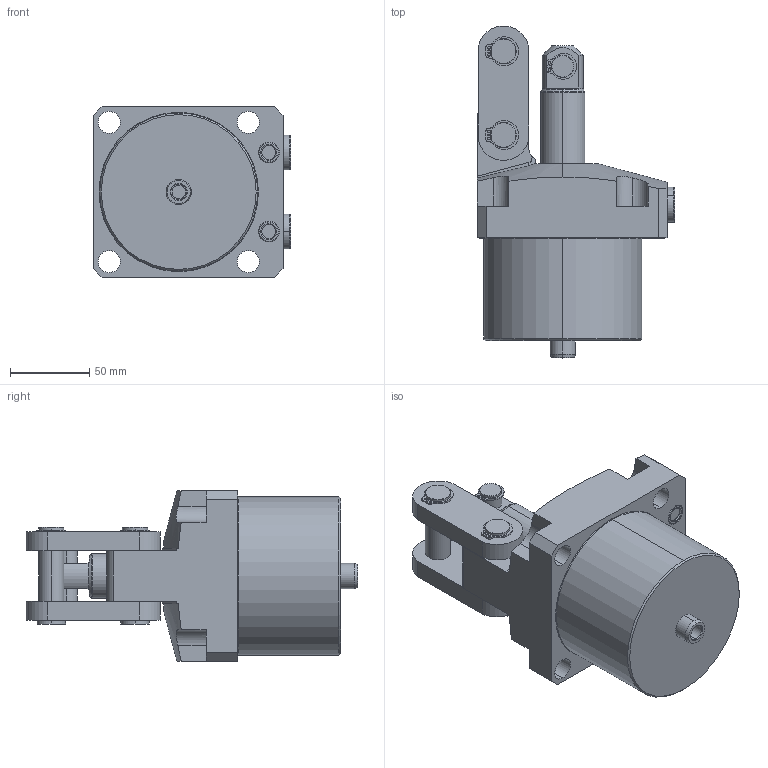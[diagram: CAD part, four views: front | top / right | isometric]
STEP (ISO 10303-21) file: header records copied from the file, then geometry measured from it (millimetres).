
FILE_DESCRIPTION (( 'STEP AP203' ), '1' );
FILE_NAME ('CLU25-FE.step', '2014-10-03T01:52:20', ( 'pascal' ), ( 'Hewlett-Packard Company' ), 'SwSTEP 2.0', 'SolidWorks 2012', '' );
FILE_SCHEMA (( 'CONFIG_CONTROL_DESIGN' ));
Length unit declared in the file: millimetre
Products named in the file (5): CLU25-FE_BODY; CLU25-E_ROD; CLU25-E_LINK; CLU25-E_PLUG; CLU25-FE
Assembly tree (5 placements, depth 2):
  CLU25-FE
    CLU25-FE_BODY
    CLU25-E_ROD
    CLU25-E_LINK
    CLU25-E_PLUG  x2
Bounding box: 124.8 x 210 x 108 mm (x, y, z)
Volume: 1138947.4 mm3; surface area: 118534 mm2
Topology: 5 solids, 7 shells, 304 faces, 716 edges, 456 vertices
Faces by surface type: cylinder 126, plane 119, torus 34, cone 25
Entity records: 9133 total; most frequent: CARTESIAN_POINT 1807, DIRECTION 1528, ORIENTED_EDGE 1340, EDGE_CURVE 670, AXIS2_PLACEMENT_3D 611, VERTEX_POINT 428, EDGE_LOOP 332, CIRCLE 321
